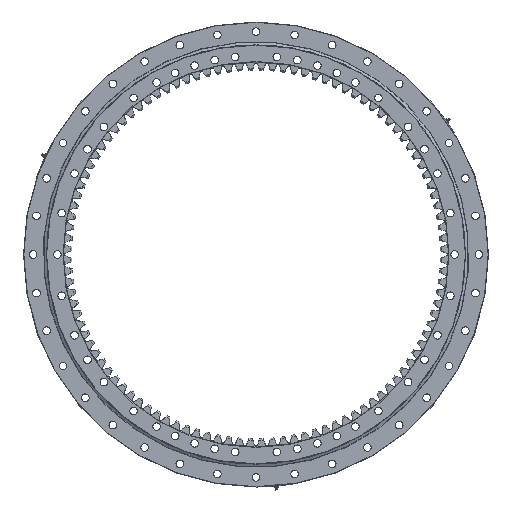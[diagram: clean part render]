
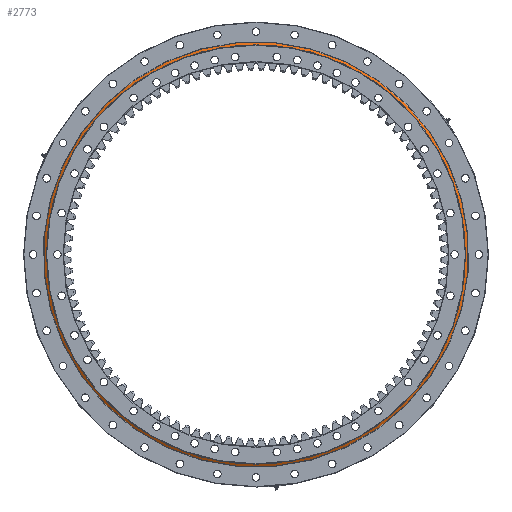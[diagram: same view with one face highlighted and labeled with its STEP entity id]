
A CAD part, top view. The second image highlights one B-rep face of the part: STEP entity #2773.
In plain terms, the highlighted conical face has half-angle 58.57 degrees and reference radius 607 mm.
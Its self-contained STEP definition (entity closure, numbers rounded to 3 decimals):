
#287 = CARTESIAN_POINT ( 'NONE',  ( 600., -2.61, -614.544 ) ) ;
#1218 = AXIS2_PLACEMENT_3D ( 'NONE', #39570, #25736, #21186 ) ;
#2773 = ADVANCED_FACE ( 'NONE', ( #35797, #57133 ), #18103, .T. ) ;
#3869 = DIRECTION ( 'NONE',  ( 0., -1., 0. ) ) ;
#8241 = AXIS2_PLACEMENT_3D ( 'NONE', #17163, #3869, #53449 ) ;
#10392 = CARTESIAN_POINT ( 'NONE',  ( 600., 2., 0. ) ) ;
#14897 = ORIENTED_EDGE ( 'NONE', *, *, #32508, .T. ) ;
#17163 = CARTESIAN_POINT ( 'NONE',  ( 600., -2.61, 0. ) ) ;
#18103 = CONICAL_SURFACE ( 'NONE', #1218, 607., 1.022 ) ;
#19528 = VERTEX_POINT ( 'NONE', #287 ) ;
#21186 = DIRECTION ( 'NONE',  ( 0., 0., -1. ) ) ;
#25736 = DIRECTION ( 'NONE',  ( 0., -1., 0. ) ) ;
#32508 = EDGE_CURVE ( 'NONE', #50744, #50744, #37774, .T. ) ;
#34177 = EDGE_LOOP ( 'NONE', ( #40063 ) ) ;
#35797 = FACE_OUTER_BOUND ( 'NONE', #34177, .T. ) ;
#37068 = CARTESIAN_POINT ( 'NONE',  ( 600., 2., -607. ) ) ;
#37707 = DIRECTION ( 'NONE',  ( 0., -1., 0. ) ) ;
#37774 = CIRCLE ( 'NONE', #56927, 607. ) ;
#39570 = CARTESIAN_POINT ( 'NONE',  ( 600., 2., 0. ) ) ;
#40063 = ORIENTED_EDGE ( 'NONE', *, *, #42234, .F. ) ;
#42234 = EDGE_CURVE ( 'NONE', #19528, #19528, #54936, .T. ) ;
#42589 = EDGE_LOOP ( 'NONE', ( #14897 ) ) ;
#50744 = VERTEX_POINT ( 'NONE', #37068 ) ;
#53449 = DIRECTION ( 'NONE',  ( 0., 0., -1. ) ) ;
#54936 = CIRCLE ( 'NONE', #8241, 614.544 ) ;
#56404 = DIRECTION ( 'NONE',  ( 0., 0., -1. ) ) ;
#56927 = AXIS2_PLACEMENT_3D ( 'NONE', #10392, #37707, #56404 ) ;
#57133 = FACE_BOUND ( 'NONE', #42589, .T. ) ;
